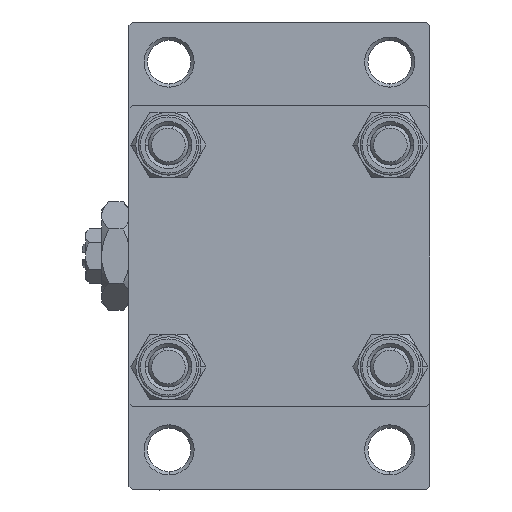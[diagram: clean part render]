
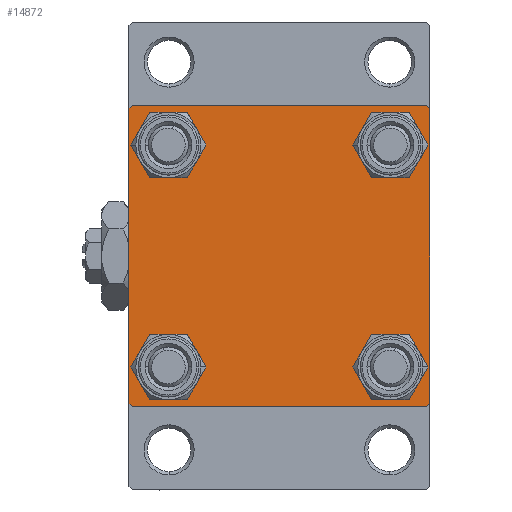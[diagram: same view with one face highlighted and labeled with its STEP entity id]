
A CAD part, left-side view. The second image highlights one B-rep face of the part: STEP entity #14872.
In plain terms, the highlighted planar face has unit normal (-1, 0, 0).
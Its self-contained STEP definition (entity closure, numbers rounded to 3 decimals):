
#265 = VERTEX_POINT ( 'NONE', #3658 ) ;
#416 = ORIENTED_EDGE ( 'NONE', *, *, #28241, .T. ) ;
#1877 = CARTESIAN_POINT ( 'NONE',  ( 0., -16.6, 13.1 ) ) ;
#1880 = CIRCLE ( 'NONE', #29608, 3.5 ) ;
#2482 = DIRECTION ( 'NONE',  ( 0., 0., 1. ) ) ;
#2576 = CIRCLE ( 'NONE', #34320, 3.5 ) ;
#2895 = CARTESIAN_POINT ( 'NONE',  ( 0., 22., -22.5 ) ) ;
#3088 = DIRECTION ( 'NONE',  ( 0., 0., -1. ) ) ;
#3658 = CARTESIAN_POINT ( 'NONE',  ( 0., -16.6, 20.1 ) ) ;
#3818 = CARTESIAN_POINT ( 'NONE',  ( 0., 16.6, -13.1 ) ) ;
#4076 = VECTOR ( 'NONE', #26394, 1000. ) ;
#4379 = CARTESIAN_POINT ( 'NONE',  ( 0., 0., 0. ) ) ;
#4875 = EDGE_CURVE ( 'NONE', #27485, #30678, #9487, .T. ) ;
#5094 = DIRECTION ( 'NONE',  ( 1., 0., 0. ) ) ;
#5756 = EDGE_CURVE ( 'NONE', #49134, #43734, #38271, .T. ) ;
#5990 = VERTEX_POINT ( 'NONE', #10885 ) ;
#6364 = DIRECTION ( 'NONE',  ( 1., 0., 0. ) ) ;
#6443 = VERTEX_POINT ( 'NONE', #1877 ) ;
#7023 = CARTESIAN_POINT ( 'NONE',  ( 0., -22.25, -22.25 ) ) ;
#7506 = LINE ( 'NONE', #15204, #13159 ) ;
#8012 = DIRECTION ( 'NONE',  ( 0., -1., 0. ) ) ;
#8105 = FACE_BOUND ( 'NONE', #9198, .T. ) ;
#8340 = FACE_BOUND ( 'NONE', #21144, .T. ) ;
#8347 = ORIENTED_EDGE ( 'NONE', *, *, #17402, .T. ) ;
#8403 = CARTESIAN_POINT ( 'NONE',  ( 0., 16.6, 16.6 ) ) ;
#9198 = EDGE_LOOP ( 'NONE', ( #30516, #31342 ) ) ;
#9487 = CIRCLE ( 'NONE', #43593, 3.5 ) ;
#9931 = DIRECTION ( 'NONE',  ( 1., 0., 0. ) ) ;
#10516 = ORIENTED_EDGE ( 'NONE', *, *, #35782, .T. ) ;
#10766 = CIRCLE ( 'NONE', #24944, 3.5 ) ;
#10808 = DIRECTION ( 'NONE',  ( 0., 0., 1. ) ) ;
#10885 = CARTESIAN_POINT ( 'NONE',  ( 0., -22.5, -22. ) ) ;
#11068 = VECTOR ( 'NONE', #46439, 1000. ) ;
#11137 = DIRECTION ( 'NONE',  ( 1., 0., 0. ) ) ;
#11515 = VECTOR ( 'NONE', #3088, 1000. ) ;
#11632 = DIRECTION ( 'NONE',  ( 1., 0., 0. ) ) ;
#11648 = CARTESIAN_POINT ( 'NONE',  ( 0., -16.6, -16.6 ) ) ;
#12390 = VERTEX_POINT ( 'NONE', #20272 ) ;
#12518 = VERTEX_POINT ( 'NONE', #39045 ) ;
#12808 = CARTESIAN_POINT ( 'NONE',  ( 0., -16.6, -16.6 ) ) ;
#13159 = VECTOR ( 'NONE', #22641, 1000. ) ;
#13379 = EDGE_LOOP ( 'NONE', ( #31497, #25254, #8347, #24373, #35519, #21393, #27778, #18784 ) ) ;
#13399 = VERTEX_POINT ( 'NONE', #46060 ) ;
#13590 = DIRECTION ( 'NONE',  ( 0., 0., -1. ) ) ;
#13815 = CARTESIAN_POINT ( 'NONE',  ( 0., 16.6, 16.6 ) ) ;
#13986 = ORIENTED_EDGE ( 'NONE', *, *, #4875, .T. ) ;
#14139 = EDGE_CURVE ( 'NONE', #49134, #5990, #26173, .T. ) ;
#14872 = ADVANCED_FACE ( 'NONE', ( #8340, #8105, #46842, #23243, #23476 ), #23986, .T. ) ;
#14887 = CARTESIAN_POINT ( 'NONE',  ( 0., 22.5, -22. ) ) ;
#15204 = CARTESIAN_POINT ( 'NONE',  ( 0., 22.25, 22.25 ) ) ;
#15414 = DIRECTION ( 'NONE',  ( 1., 0., 0. ) ) ;
#15422 = EDGE_CURVE ( 'NONE', #25003, #26701, #7506, .T. ) ;
#16994 = CARTESIAN_POINT ( 'NONE',  ( 0., 16.6, -16.6 ) ) ;
#17402 = EDGE_CURVE ( 'NONE', #27564, #13399, #18009, .T. ) ;
#18009 = LINE ( 'NONE', #41115, #32267 ) ;
#18363 = EDGE_CURVE ( 'NONE', #26701, #19901, #47360, .T. ) ;
#18784 = ORIENTED_EDGE ( 'NONE', *, *, #15422, .T. ) ;
#19010 = CARTESIAN_POINT ( 'NONE',  ( 0., 22.25, -22.25 ) ) ;
#19557 = DIRECTION ( 'NONE',  ( 0., 0., 1. ) ) ;
#19649 = LINE ( 'NONE', #27118, #40373 ) ;
#19901 = VERTEX_POINT ( 'NONE', #14887 ) ;
#20037 = AXIS2_PLACEMENT_3D ( 'NONE', #25059, #9931, #2482 ) ;
#20223 = DIRECTION ( 'NONE',  ( 0., 0., 1. ) ) ;
#20272 = CARTESIAN_POINT ( 'NONE',  ( 0., -16.6, -20.1 ) ) ;
#21144 = EDGE_LOOP ( 'NONE', ( #26859, #24397 ) ) ;
#21393 = ORIENTED_EDGE ( 'NONE', *, *, #5756, .T. ) ;
#22641 = DIRECTION ( 'NONE',  ( 0., 0.707, -0.707 ) ) ;
#23243 = FACE_BOUND ( 'NONE', #34319, .T. ) ;
#23476 = FACE_OUTER_BOUND ( 'NONE', #13379, .T. ) ;
#23986 = PLANE ( 'NONE',  #42492 ) ;
#24030 = CARTESIAN_POINT ( 'NONE',  ( 0., 16.6, 20.1 ) ) ;
#24373 = ORIENTED_EDGE ( 'NONE', *, *, #31265, .T. ) ;
#24397 = ORIENTED_EDGE ( 'NONE', *, *, #37941, .T. ) ;
#24522 = AXIS2_PLACEMENT_3D ( 'NONE', #12808, #27948, #38883 ) ;
#24944 = AXIS2_PLACEMENT_3D ( 'NONE', #8403, #11632, #19557 ) ;
#25003 = VERTEX_POINT ( 'NONE', #25102 ) ;
#25059 = CARTESIAN_POINT ( 'NONE',  ( 0., -16.6, 16.6 ) ) ;
#25102 = CARTESIAN_POINT ( 'NONE',  ( 0., 22., 22.5 ) ) ;
#25254 = ORIENTED_EDGE ( 'NONE', *, *, #28527, .T. ) ;
#25678 = CARTESIAN_POINT ( 'NONE',  ( 0., -22.5, 22.5 ) ) ;
#25969 = EDGE_CURVE ( 'NONE', #25003, #43734, #19649, .T. ) ;
#26173 = LINE ( 'NONE', #25678, #11515 ) ;
#26282 = DIRECTION ( 'NONE',  ( 0., 0., 1. ) ) ;
#26394 = DIRECTION ( 'NONE',  ( 0., -0.707, 0.707 ) ) ;
#26701 = VERTEX_POINT ( 'NONE', #41128 ) ;
#26859 = ORIENTED_EDGE ( 'NONE', *, *, #27086, .T. ) ;
#27086 = EDGE_CURVE ( 'NONE', #265, #6443, #30081, .T. ) ;
#27118 = CARTESIAN_POINT ( 'NONE',  ( 0., 22.5, 22.5 ) ) ;
#27485 = VERTEX_POINT ( 'NONE', #24030 ) ;
#27564 = VERTEX_POINT ( 'NONE', #2895 ) ;
#27778 = ORIENTED_EDGE ( 'NONE', *, *, #25969, .F. ) ;
#27914 = VERTEX_POINT ( 'NONE', #41509 ) ;
#27948 = DIRECTION ( 'NONE',  ( 1., 0., 0. ) ) ;
#28241 = EDGE_CURVE ( 'NONE', #27914, #37367, #34106, .T. ) ;
#28509 = CIRCLE ( 'NONE', #24522, 3.5 ) ;
#28527 = EDGE_CURVE ( 'NONE', #19901, #27564, #41632, .T. ) ;
#28602 = CARTESIAN_POINT ( 'NONE',  ( 0., -22.5, 22. ) ) ;
#29608 = AXIS2_PLACEMENT_3D ( 'NONE', #16994, #5094, #20223 ) ;
#29825 = DIRECTION ( 'NONE',  ( 0., 0., 1. ) ) ;
#30081 = CIRCLE ( 'NONE', #34073, 3.5 ) ;
#30516 = ORIENTED_EDGE ( 'NONE', *, *, #34146, .T. ) ;
#30530 = DIRECTION ( 'NONE',  ( 0., 0., 1. ) ) ;
#30678 = VERTEX_POINT ( 'NONE', #37754 ) ;
#31049 = CARTESIAN_POINT ( 'NONE',  ( 0., -22.25, 22.25 ) ) ;
#31265 = EDGE_CURVE ( 'NONE', #13399, #5990, #45278, .T. ) ;
#31342 = ORIENTED_EDGE ( 'NONE', *, *, #45148, .T. ) ;
#31468 = CARTESIAN_POINT ( 'NONE',  ( 0., 22.5, 22.5 ) ) ;
#31497 = ORIENTED_EDGE ( 'NONE', *, *, #18363, .T. ) ;
#32267 = VECTOR ( 'NONE', #44850, 1000. ) ;
#34031 = DIRECTION ( 'NONE',  ( 1., 0., 0. ) ) ;
#34073 = AXIS2_PLACEMENT_3D ( 'NONE', #37781, #15414, #29825 ) ;
#34106 = CIRCLE ( 'NONE', #45962, 3.5 ) ;
#34146 = EDGE_CURVE ( 'NONE', #12518, #12390, #2576, .T. ) ;
#34319 = EDGE_LOOP ( 'NONE', ( #13986, #44649 ) ) ;
#34320 = AXIS2_PLACEMENT_3D ( 'NONE', #11648, #34031, #30530 ) ;
#34321 = CARTESIAN_POINT ( 'NONE',  ( 0., -22., 22.5 ) ) ;
#34837 = DIRECTION ( 'NONE',  ( 0., -0.707, -0.707 ) ) ;
#35519 = ORIENTED_EDGE ( 'NONE', *, *, #14139, .F. ) ;
#35782 = EDGE_CURVE ( 'NONE', #37367, #27914, #1880, .T. ) ;
#37367 = VERTEX_POINT ( 'NONE', #3818 ) ;
#37754 = CARTESIAN_POINT ( 'NONE',  ( 0., 16.6, 13.1 ) ) ;
#37781 = CARTESIAN_POINT ( 'NONE',  ( 0., -16.6, 16.6 ) ) ;
#37941 = EDGE_CURVE ( 'NONE', #6443, #265, #40676, .T. ) ;
#38271 = LINE ( 'NONE', #31049, #11068 ) ;
#38883 = DIRECTION ( 'NONE',  ( 0., 0., 1. ) ) ;
#39045 = CARTESIAN_POINT ( 'NONE',  ( 0., -16.6, -13.1 ) ) ;
#39075 = EDGE_CURVE ( 'NONE', #30678, #27485, #10766, .T. ) ;
#40373 = VECTOR ( 'NONE', #8012, 1000. ) ;
#40676 = CIRCLE ( 'NONE', #20037, 3.5 ) ;
#41115 = CARTESIAN_POINT ( 'NONE',  ( 0., 22.5, -22.5 ) ) ;
#41128 = CARTESIAN_POINT ( 'NONE',  ( 0., 22.5, 22. ) ) ;
#41509 = CARTESIAN_POINT ( 'NONE',  ( 0., 16.6, -20.1 ) ) ;
#41632 = LINE ( 'NONE', #19010, #42065 ) ;
#42065 = VECTOR ( 'NONE', #34837, 1000. ) ;
#42492 = AXIS2_PLACEMENT_3D ( 'NONE', #4379, #46339, #42867 ) ;
#42867 = DIRECTION ( 'NONE',  ( 0., 0., 1. ) ) ;
#42885 = EDGE_LOOP ( 'NONE', ( #10516, #416 ) ) ;
#43593 = AXIS2_PLACEMENT_3D ( 'NONE', #13815, #6364, #10808 ) ;
#43734 = VERTEX_POINT ( 'NONE', #34321 ) ;
#44649 = ORIENTED_EDGE ( 'NONE', *, *, #39075, .T. ) ;
#44850 = DIRECTION ( 'NONE',  ( 0., -1., 0. ) ) ;
#45148 = EDGE_CURVE ( 'NONE', #12390, #12518, #28509, .T. ) ;
#45164 = CARTESIAN_POINT ( 'NONE',  ( 0., 16.6, -16.6 ) ) ;
#45278 = LINE ( 'NONE', #7023, #4076 ) ;
#45962 = AXIS2_PLACEMENT_3D ( 'NONE', #45164, #11137, #26282 ) ;
#46060 = CARTESIAN_POINT ( 'NONE',  ( 0., -22., -22.5 ) ) ;
#46339 = DIRECTION ( 'NONE',  ( -1., 0., 0. ) ) ;
#46439 = DIRECTION ( 'NONE',  ( 0., 0.707, 0.707 ) ) ;
#46567 = VECTOR ( 'NONE', #13590, 1000. ) ;
#46842 = FACE_BOUND ( 'NONE', #42885, .T. ) ;
#47360 = LINE ( 'NONE', #31468, #46567 ) ;
#49134 = VERTEX_POINT ( 'NONE', #28602 ) ;
